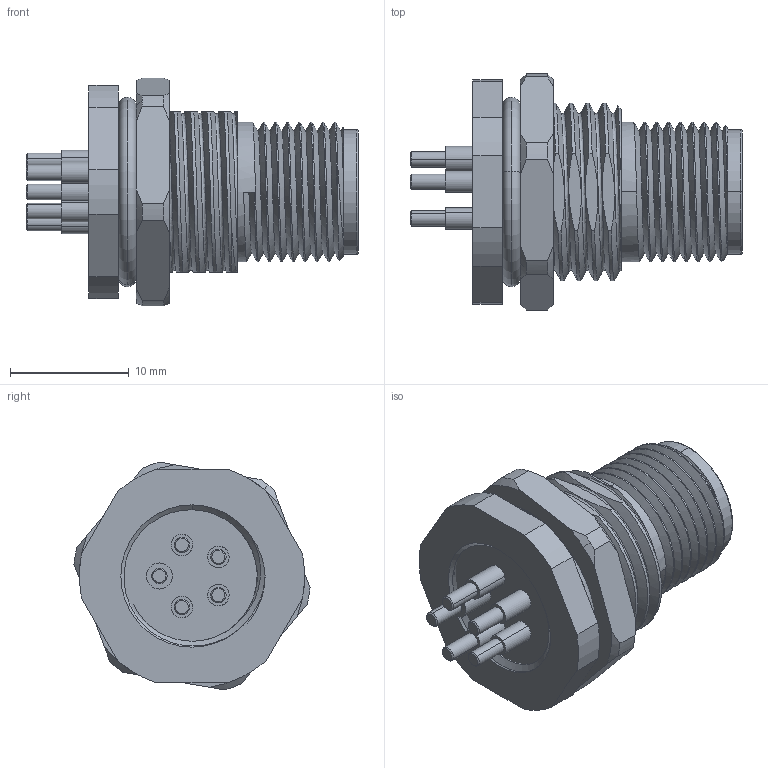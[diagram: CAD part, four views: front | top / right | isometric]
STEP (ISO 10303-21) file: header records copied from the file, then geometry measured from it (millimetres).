
FILE_DESCRIPTION (( 'STEP AP203' ), '1' );
FILE_NAME ('54-00447.STEP', '2025-03-13T23:53:50', ( '' ), ( '' ), 'SwSTEP 2.0', 'SolidWorks 2021', '' );
FILE_SCHEMA (( 'CONFIG_CONTROL_DESIGN' ));
Length unit declared in the file: millimetre
Products named in the file (7): 54-00447; 54-00447-05___; 54-00447-01___; 54-00447-04___; 54-00447-06___; 54-00447-02___; 54-00447-03___
Assembly tree (9 placements, depth 2):
  54-00447
    54-00447-01___
    54-00447-02___
    54-00447-04___
    54-00447-05___
    54-00447-03___  x4
    54-00447-06___
Bounding box: 28 x 19.9 x 19.22 mm (x, y, z)
Volume: 3315.1 mm3; surface area: 6025.9 mm2
Topology: 9 solids, 9 shells, 360 faces, 875 edges, 558 vertices
Faces by surface type: cylinder 152, plane 102, cone 55, torus 34, bspline 9, sphere 8
Entity records: 12768 total; most frequent: CARTESIAN_POINT 5653, ORIENTED_EDGE 1370, DIRECTION 1290, EDGE_CURVE 685, AXIS2_PLACEMENT_3D 517, VERTEX_POINT 447, EDGE_LOOP 306, FACE_OUTER_BOUND 270
